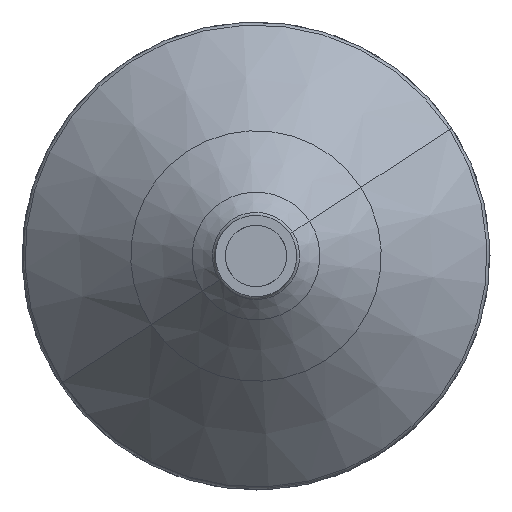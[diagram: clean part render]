
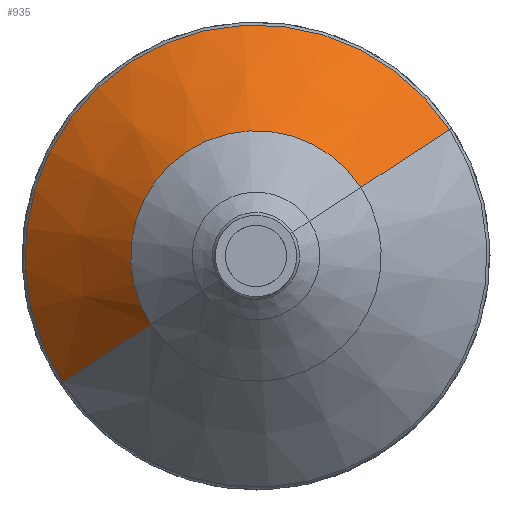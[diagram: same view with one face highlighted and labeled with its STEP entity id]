
A CAD part, front view. The second image highlights one B-rep face of the part: STEP entity #935.
In plain terms, the highlighted conical face has half-angle 45 degrees and reference radius 76.2 mm.
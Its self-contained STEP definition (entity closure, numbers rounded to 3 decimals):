
#162 = CARTESIAN_POINT ( 'NONE',  ( 40.796, 40., 0. ) ) ;
#168 = EDGE_CURVE ( 'NONE', #1082, #169, #698, .T. ) ;
#169 = VERTEX_POINT ( 'NONE', #564 ) ;
#222 = CARTESIAN_POINT ( 'NONE',  ( -40.796, 40., 0. ) ) ;
#225 = EDGE_LOOP ( 'NONE', ( #837, #1418, #1183, #553 ) ) ;
#232 = DIRECTION ( 'NONE',  ( 0., -1., 0. ) ) ;
#250 = CARTESIAN_POINT ( 'NONE',  ( 76.2, 4.596, 0. ) ) ;
#303 = DIRECTION ( 'NONE',  ( -1., 0., 0. ) ) ;
#418 = FACE_OUTER_BOUND ( 'NONE', #225, .T. ) ;
#456 = CARTESIAN_POINT ( 'NONE',  ( 0., 5.548, 0. ) ) ;
#553 = ORIENTED_EDGE ( 'NONE', *, *, #168, .F. ) ;
#564 = CARTESIAN_POINT ( 'NONE',  ( 75.248, 5.548, 0. ) ) ;
#623 = DIRECTION ( 'NONE',  ( 0., 1., 0. ) ) ;
#693 = VECTOR ( 'NONE', #1301, 1000. ) ;
#698 = LINE ( 'NONE', #250, #693 ) ;
#750 = AXIS2_PLACEMENT_3D ( 'NONE', #1479, #1618, #869 ) ;
#837 = ORIENTED_EDGE ( 'NONE', *, *, #1882, .T. ) ;
#844 = LINE ( 'NONE', #1737, #1924 ) ;
#869 = DIRECTION ( 'NONE',  ( 1., 0., 0. ) ) ;
#935 = ADVANCED_FACE ( 'NONE', ( #418 ), #1191, .T. ) ;
#969 = CARTESIAN_POINT ( 'NONE',  ( 0., 40., 0. ) ) ;
#1082 = VERTEX_POINT ( 'NONE', #162 ) ;
#1125 = VERTEX_POINT ( 'NONE', #1683 ) ;
#1183 = ORIENTED_EDGE ( 'NONE', *, *, #1650, .T. ) ;
#1191 = CONICAL_SURFACE ( 'NONE', #750, 76.2, 0.785 ) ;
#1301 = DIRECTION ( 'NONE',  ( 0.707, -0.707, 0. ) ) ;
#1418 = ORIENTED_EDGE ( 'NONE', *, *, #1732, .T. ) ;
#1448 = DIRECTION ( 'NONE',  ( -0.707, -0.707, 0. ) ) ;
#1479 = CARTESIAN_POINT ( 'NONE',  ( 0., 4.596, 0. ) ) ;
#1580 = CIRCLE ( 'NONE', #1644, 75.248 ) ;
#1618 = DIRECTION ( 'NONE',  ( 0., -1., 0. ) ) ;
#1644 = AXIS2_PLACEMENT_3D ( 'NONE', #456, #623, #303 ) ;
#1650 = EDGE_CURVE ( 'NONE', #1125, #169, #1580, .T. ) ;
#1683 = CARTESIAN_POINT ( 'NONE',  ( -75.248, 5.548, 0. ) ) ;
#1705 = AXIS2_PLACEMENT_3D ( 'NONE', #969, #232, #1754 ) ;
#1716 = VERTEX_POINT ( 'NONE', #222 ) ;
#1732 = EDGE_CURVE ( 'NONE', #1716, #1125, #844, .T. ) ;
#1737 = CARTESIAN_POINT ( 'NONE',  ( -76.2, 4.596, 0. ) ) ;
#1754 = DIRECTION ( 'NONE',  ( 0., 0., 1. ) ) ;
#1803 = CIRCLE ( 'NONE', #1705, 40.796 ) ;
#1882 = EDGE_CURVE ( 'NONE', #1082, #1716, #1803, .T. ) ;
#1924 = VECTOR ( 'NONE', #1448, 1000. ) ;
